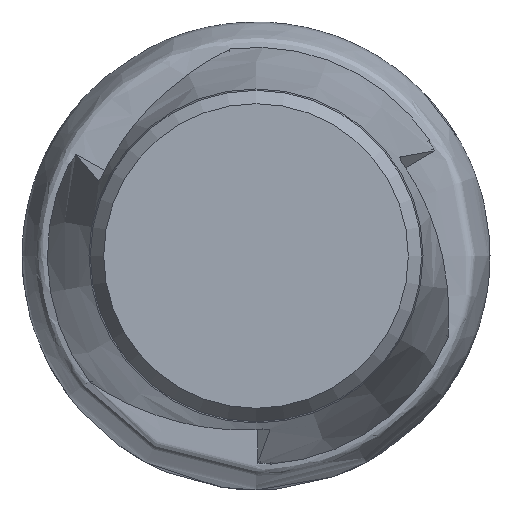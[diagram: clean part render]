
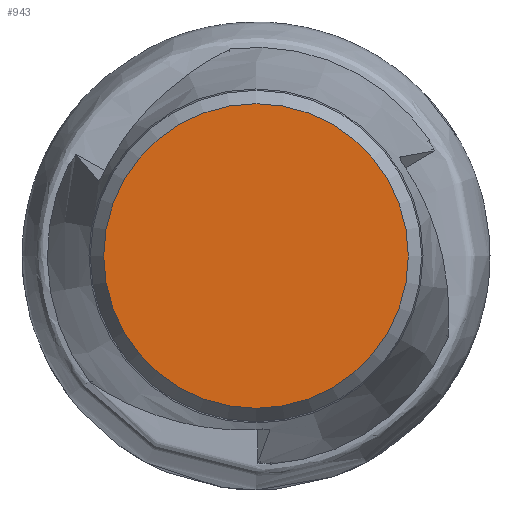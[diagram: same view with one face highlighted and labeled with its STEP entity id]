
A CAD part, left-side view. The second image highlights one B-rep face of the part: STEP entity #943.
In plain terms, the highlighted planar face has unit normal (-1, 0, 0).
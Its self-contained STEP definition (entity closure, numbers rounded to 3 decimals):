
#375 = CARTESIAN_POINT ( 'NONE',  ( -194.05, 11.4, 0. ) ) ;
#775 = CARTESIAN_POINT ( 'NONE',  ( -194.05, 0., 0. ) ) ;
#943 = ADVANCED_FACE ( 'NONE', ( #1683 ), #3084, .T. ) ;
#1077 = DIRECTION ( 'NONE',  ( 0., 0., -1. ) ) ;
#1260 = EDGE_LOOP ( 'NONE', ( #3063 ) ) ;
#1577 = EDGE_CURVE ( 'NONE', #1902, #1902, #2758, .T. ) ;
#1583 = DIRECTION ( 'NONE',  ( 0., 0., 1. ) ) ;
#1683 = FACE_OUTER_BOUND ( 'NONE', #1260, .T. ) ;
#1766 = CARTESIAN_POINT ( 'NONE',  ( -194.05, 0., -11.4 ) ) ;
#1902 = VERTEX_POINT ( 'NONE', #1766 ) ;
#2758 = CIRCLE ( 'NONE', #3003, 11.4 ) ;
#2876 = DIRECTION ( 'NONE',  ( 1., 0., 0. ) ) ;
#2947 = AXIS2_PLACEMENT_3D ( 'NONE', #375, #3400, #1583 ) ;
#3003 = AXIS2_PLACEMENT_3D ( 'NONE', #775, #2876, #1077 ) ;
#3063 = ORIENTED_EDGE ( 'NONE', *, *, #1577, .F. ) ;
#3084 = PLANE ( 'NONE',  #2947 ) ;
#3400 = DIRECTION ( 'NONE',  ( -1., 0., 0. ) ) ;
